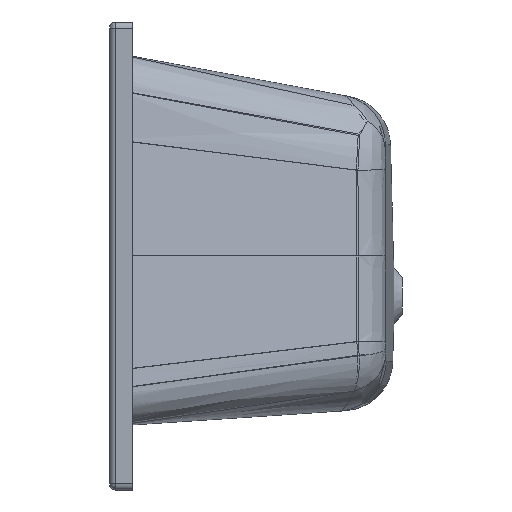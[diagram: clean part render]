
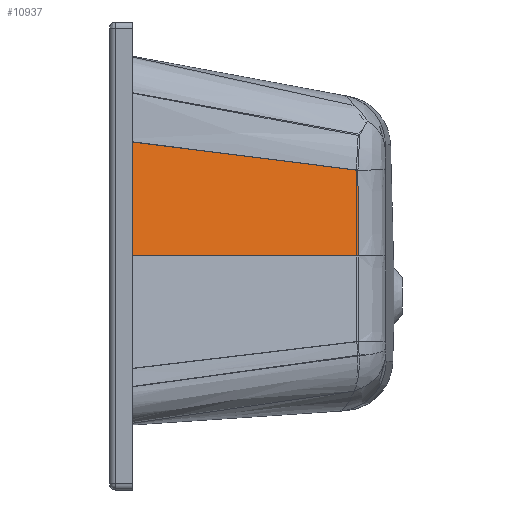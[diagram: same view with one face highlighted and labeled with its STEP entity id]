
A CAD part, left-side view. The second image highlights one B-rep face of the part: STEP entity #10937.
In plain terms, the highlighted free-form (B-spline) face has degree [3, 3] with [4, 6] control points.
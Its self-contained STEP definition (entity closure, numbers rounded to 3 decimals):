
#3272=CARTESIAN_POINT('',(-564.611,-371.41,
128.393));
#3273=CARTESIAN_POINT('',(-595.619,-311.119,
135.968));
#3274=CARTESIAN_POINT('',(-658.06,-189.705,
151.224));
#3275=CARTESIAN_POINT('',(-720.501,-68.292,
166.479));
#3276=CARTESIAN_POINT('',(-751.935,-7.171,
174.159));
#3284=CARTESIAN_POINT('',(-751.935,-7.171,
174.159));
#3286=CARTESIAN_POINT('',(-564.19,-372.229,
0.));
#3287=CARTESIAN_POINT('',(-564.202,-372.206,
7.208));
#3288=CARTESIAN_POINT('',(-564.23,-372.152,
21.582));
#3289=CARTESIAN_POINT('',(-564.284,-372.048,
43.148));
#3290=CARTESIAN_POINT('',(-564.348,-371.923,
64.3));
#3291=CARTESIAN_POINT('',(-564.424,-371.775,
85.571));
#3292=CARTESIAN_POINT('',(-564.511,-371.606,
106.793));
#3293=CARTESIAN_POINT('',(-564.577,-371.478,
121.17));
#3294=CARTESIAN_POINT('',(-564.611,-371.41,
128.393));
#3296=DIRECTION('',(-0.457,0.889,0.));
#3297=VECTOR('',#3296,410.506);
#3298=CARTESIAN_POINT('',(-564.19,-372.229,
0.));
#3299=LINE('',#3298,#3297);
#3300=DIRECTION('',(0.,0.,-1.));
#3301=VECTOR('',#3300,174.159);
#3302=CARTESIAN_POINT('',(-751.935,-7.171,
174.159));
#3303=LINE('',#3302,#3301);
#6003=VERTEX_POINT('',#3284);
#6005=CARTESIAN_POINT('',(-751.935,-7.171,
0.));
#6006=VERTEX_POINT('',#6005);
#6009=VERTEX_POINT('',#3286);
#6010=VERTEX_POINT('',#3294);
#10904=CARTESIAN_POINT('',(-562.313,-375.88,
129.099));
#10905=CARTESIAN_POINT('',(-562.313,-375.88,
118.064));
#10906=CARTESIAN_POINT('',(-562.313,-375.88,
96.394));
#10907=CARTESIAN_POINT('',(-562.313,-375.88,
52.974));
#10908=CARTESIAN_POINT('',(-562.313,-375.88,
20.514));
#10909=CARTESIAN_POINT('',(-562.313,-375.88,
-1.278));
#10910=CARTESIAN_POINT('',(-626.146,-251.76,
144.854));
#10911=CARTESIAN_POINT('',(-626.146,-251.76,
132.43));
#10912=CARTESIAN_POINT('',(-626.146,-251.76,
108.044));
#10913=CARTESIAN_POINT('',(-626.146,-251.76,
59.285));
#10914=CARTESIAN_POINT('',(-626.146,-251.76,
22.956));
#10915=CARTESIAN_POINT('',(-626.146,-251.76,
-1.431));
#10916=CARTESIAN_POINT('',(-689.979,-127.64,
160.609));
#10917=CARTESIAN_POINT('',(-689.979,-127.64,
146.796));
#10918=CARTESIAN_POINT('',(-689.979,-127.64,
119.693));
#10919=CARTESIAN_POINT('',(-689.979,-127.64,
65.595));
#10920=CARTESIAN_POINT('',(-689.979,-127.64,
25.397));
#10921=CARTESIAN_POINT('',(-689.979,-127.64,
-1.583));
#10922=CARTESIAN_POINT('',(-753.812,-3.52,176.364));
#10923=CARTESIAN_POINT('',(-753.812,-3.52,
161.162));
#10924=CARTESIAN_POINT('',(-753.812,-3.52,
131.343));
#10925=CARTESIAN_POINT('',(-753.812,-3.52,
71.905));
#10926=CARTESIAN_POINT('',(-753.812,-3.52,
27.839));
#10927=CARTESIAN_POINT('',(-753.812,-3.52,
-1.735));
#10928=B_SPLINE_SURFACE_WITH_KNOTS('',3,3,((#10904,#10905,#10906,#10907,#10908,
#10909),(#10910,#10911,#10912,#10913,#10914,#10915),(#10916,#10917,#10918,
#10919,#10920,#10921),(#10922,#10923,#10924,#10925,#10926,#10927)),
.UNSPECIFIED.,.F.,.F.,.F.,(4,4),(4,1,1,4),(0.11,0.997),
(0.958,0.969,0.979,1.),
.UNSPECIFIED.);
#10929=ORIENTED_EDGE('',*,*,#9223,.F.);
#10931=ORIENTED_EDGE('',*,*,#10930,.T.);
#10933=ORIENTED_EDGE('',*,*,#10932,.F.);
#10934=ORIENTED_EDGE('',*,*,#10895,.F.);
#10935=EDGE_LOOP('',(#10929,#10931,#10933,#10934));
#10936=FACE_OUTER_BOUND('',#10935,.F.);
#3277=B_SPLINE_CURVE_WITH_KNOTS('',3,(#3272,#3273,#3274,#3275,#3276),
.UNSPECIFIED.,.F.,.F.,(4,1,4),(0.,0.497,1.),.UNSPECIFIED.);
#3295=B_SPLINE_CURVE_WITH_KNOTS('',3,(#3286,#3287,#3288,#3289,#3290,#3291,#3292,
#3293,#3294),.UNSPECIFIED.,.F.,.F.,(4,1,1,1,1,1,4),(0.,0.167,
0.333,0.5,0.667,0.833,1.),
.UNSPECIFIED.);
#9223=EDGE_CURVE('',#6009,#6010,#3295,.T.);
#10895=EDGE_CURVE('',#6010,#6003,#3277,.T.);
#10930=EDGE_CURVE('',#6009,#6006,#3299,.T.);
#10932=EDGE_CURVE('',#6003,#6006,#3303,.T.);
#10937=ADVANCED_FACE('',(#10936),#10928,.T.);
